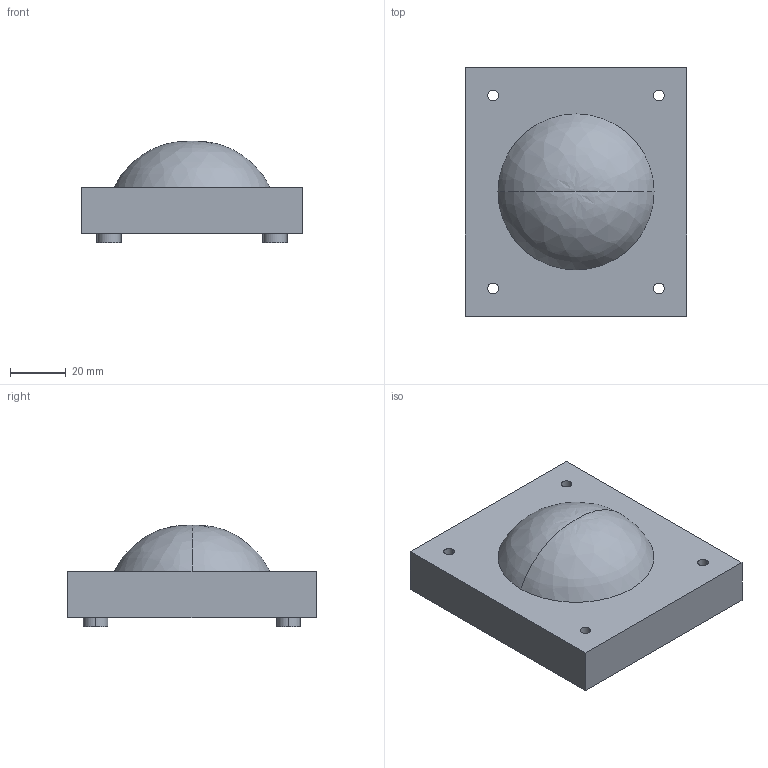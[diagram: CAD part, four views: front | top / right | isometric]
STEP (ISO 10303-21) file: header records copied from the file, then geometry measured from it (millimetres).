
FILE_DESCRIPTION((''),'2;1');
FILE_NAME('Clinometer.stp','2005-12-29T15:31:57',('Owner'),(''),'Autodesk Inventor (R) 6.0','Autodesk Inventor (R) 6.0','');
FILE_SCHEMA(('AUTOMOTIVE_DESIGN { 1 0 10303 214 1 1 1 1 }'));
Length unit declared in the file: inch
Products named in the file (1): Clinometer
Bounding box: 79.25 x 88.9 x 36.37 mm (x, y, z)
Volume: 136212.7 mm3; surface area: 23440.1 mm2
Topology: 1 solids, 1 shells, 38 faces, 90 edges, 59 vertices
Faces by surface type: plane 20, bspline 10, cylinder 8
Entity records: 1285 total; most frequent: CARTESIAN_POINT 374, DIRECTION 182, ORIENTED_EDGE 176, EDGE_CURVE 88, AXIS2_PLACEMENT_3D 65, VERTEX_POINT 59, EDGE_LOOP 53, VECTOR 52
